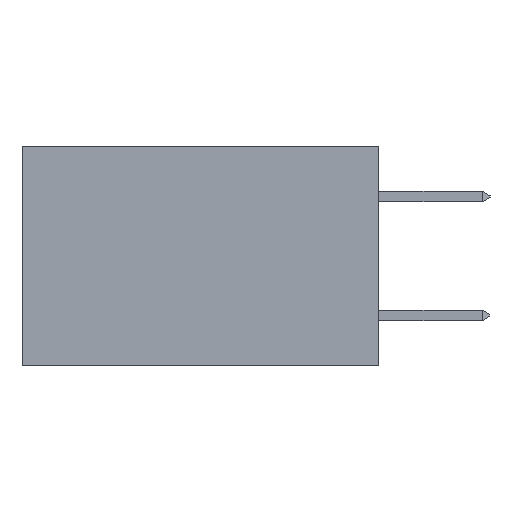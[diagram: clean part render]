
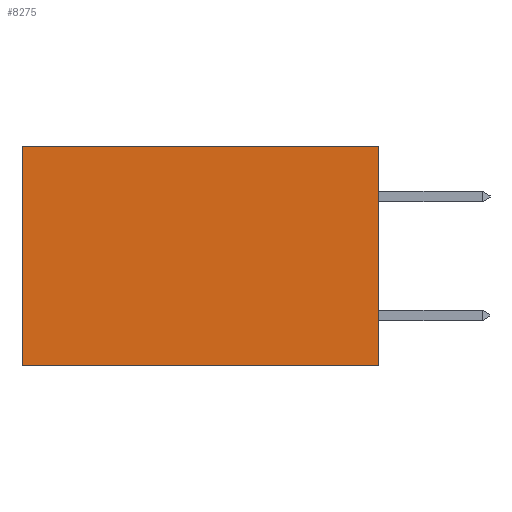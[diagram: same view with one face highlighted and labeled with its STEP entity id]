
A CAD part, left-side view. The second image highlights one B-rep face of the part: STEP entity #8275.
In plain terms, the highlighted planar face has unit normal (-1, 0, 0).
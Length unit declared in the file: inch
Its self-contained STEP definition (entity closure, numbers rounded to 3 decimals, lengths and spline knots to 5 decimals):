
#205 = EDGE_LOOP ( 'NONE', ( #4399, #4152, #4063, #4015 ) ) ;
#854 = DIRECTION ( 'NONE',  ( 1., 0., 0. ) ) ;
#868 = EDGE_CURVE ( 'NONE', #8541, #4935, #6626, .T. ) ;
#1228 = DIRECTION ( 'NONE',  ( 0., 1., 0. ) ) ;
#1318 = CARTESIAN_POINT ( 'NONE',  ( 0.298, 0., 0. ) ) ;
#1378 = EDGE_CURVE ( 'NONE', #3255, #4935, #1538, .T. ) ;
#1407 = CARTESIAN_POINT ( 'NONE',  ( 0.298, 0., 0. ) ) ;
#1538 = LINE ( 'NONE', #1573, #5935 ) ;
#1573 = CARTESIAN_POINT ( 'NONE',  ( 0.298, 0., -0.37 ) ) ;
#1628 = EDGE_CURVE ( 'NONE', #10576, #3255, #5336, .T. ) ;
#1877 = DIRECTION ( 'NONE',  ( 0., 1., 0. ) ) ;
#2819 = VECTOR ( 'NONE', #4686, 39.37008 ) ;
#3255 = VERTEX_POINT ( 'NONE', #7197 ) ;
#4015 = ORIENTED_EDGE ( 'NONE', *, *, #6655, .T. ) ;
#4049 = DIRECTION ( 'NONE',  ( 0., 0., -1. ) ) ;
#4063 = ORIENTED_EDGE ( 'NONE', *, *, #1628, .F. ) ;
#4152 = ORIENTED_EDGE ( 'NONE', *, *, #1378, .F. ) ;
#4399 = ORIENTED_EDGE ( 'NONE', *, *, #868, .T. ) ;
#4668 = CARTESIAN_POINT ( 'NONE',  ( 0.298, 0.6, 0. ) ) ;
#4686 = DIRECTION ( 'NONE',  ( 0., 0., -1. ) ) ;
#4935 = VERTEX_POINT ( 'NONE', #9392 ) ;
#5295 = CARTESIAN_POINT ( 'NONE',  ( 0.298, 0., 0. ) ) ;
#5336 = LINE ( 'NONE', #1318, #2819 ) ;
#5355 = FACE_OUTER_BOUND ( 'NONE', #205, .T. ) ;
#5676 = VECTOR ( 'NONE', #1877, 39.37008 ) ;
#5935 = VECTOR ( 'NONE', #1228, 39.37008 ) ;
#6083 = VECTOR ( 'NONE', #4049, 39.37008 ) ;
#6182 = PLANE ( 'NONE',  #6473 ) ;
#6473 = AXIS2_PLACEMENT_3D ( 'NONE', #9518, #854, #7037 ) ;
#6626 = LINE ( 'NONE', #11103, #6083 ) ;
#6655 = EDGE_CURVE ( 'NONE', #10576, #8541, #7951, .T. ) ;
#7037 = DIRECTION ( 'NONE',  ( 0., 0., -1. ) ) ;
#7197 = CARTESIAN_POINT ( 'NONE',  ( 0.298, 0., -0.37 ) ) ;
#7951 = LINE ( 'NONE', #5295, #5676 ) ;
#8275 = ADVANCED_FACE ( 'NONE', ( #5355 ), #6182, .F. ) ;
#8541 = VERTEX_POINT ( 'NONE', #4668 ) ;
#9392 = CARTESIAN_POINT ( 'NONE',  ( 0.298, 0.6, -0.37 ) ) ;
#9518 = CARTESIAN_POINT ( 'NONE',  ( 0.298, 0., 0. ) ) ;
#10576 = VERTEX_POINT ( 'NONE', #1407 ) ;
#11103 = CARTESIAN_POINT ( 'NONE',  ( 0.298, 0.6, 0. ) ) ;
